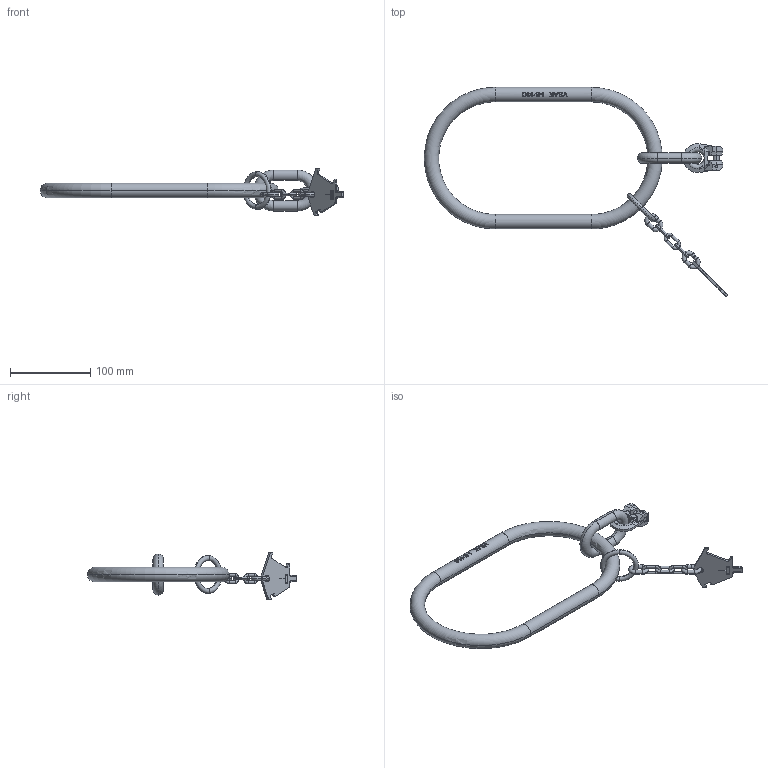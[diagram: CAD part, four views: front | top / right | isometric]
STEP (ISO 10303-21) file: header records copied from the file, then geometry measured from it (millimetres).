
FILE_DESCRIPTION((''),'2;1');
FILE_NAME('001-M31566-P-01_ASM','2004-10-20T',('Haas'),(''),'PRO/ENGINEER BY PARAMETRIC TECHNOLOGY CORPORATION, 2003450','PRO/ENGINEER BY PARAMETRIC TECHNOLOGY CORPORATION, 2003450','');
FILE_SCHEMA(('CONFIG_CONTROL_DESIGN'));
Length unit declared in the file: millimetre
Products named in the file (10): 001-M31566-P-01_AF0; 001-M31132-P-1; 001-M31491-P-1; 001-M31128-V01; 001-M31556-P-1; 001-M31129-P-1; 001-M31130-001; 001-M31130-003_ASM; 001-M31556-P-1_ASM; 001-M31566-P-01_ASM
Assembly tree (12 placements, depth 4):
  001-M31566-P-01_ASM
    001-M31566-P-01_AF0
    001-M31132-P-1
    001-M31491-P-1
    001-M31128-V01
    001-M31556-P-1_ASM
      001-M31556-P-1
      001-M31129-P-1  x2
      001-M31130-003_ASM
        001-M31130-001  x3
Bounding box: 377.28 x 260.18 x 59.53 mm (x, y, z)
Volume: 234327.4 mm3; surface area: 63547.1 mm2
Topology: 10 solids, 10 shells, 483 faces, 1260 edges, 803 vertices
Faces by surface type: plane 322, cylinder 107, torus 36, bspline 12, sphere 4, cone 2
Entity records: 15120 total; most frequent: CARTESIAN_POINT 3898, ORIENTED_EDGE 2412, DIRECTION 2104, EDGE_CURVE 1206, VERTEX_POINT 775, VECTOR 770, LINE 770, AXIS2_PLACEMENT_3D 667
